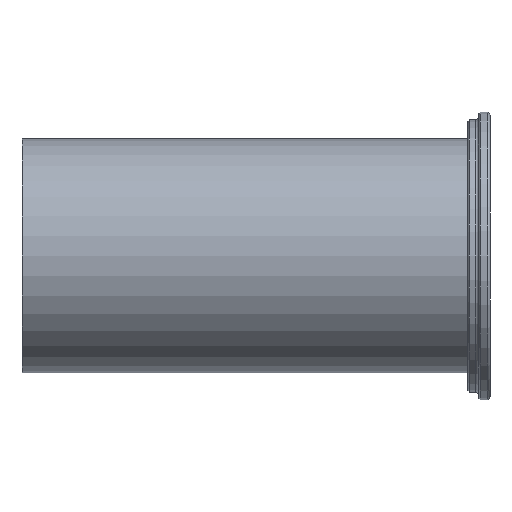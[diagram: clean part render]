
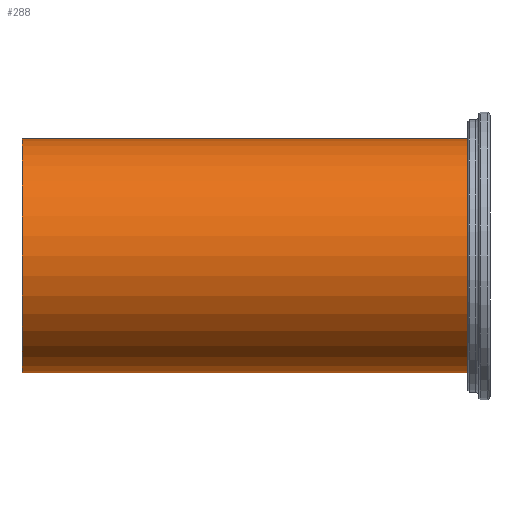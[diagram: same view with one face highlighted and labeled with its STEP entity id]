
A CAD part, front view. The second image highlights one B-rep face of the part: STEP entity #288.
In plain terms, the highlighted cylindrical face has radius 15.875 mm (diameter 31.75 mm), a full revolution.
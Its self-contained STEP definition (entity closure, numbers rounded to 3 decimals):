
#106=FACE_OUTER_BOUND('',#124,.T.);
#124=EDGE_LOOP('',(#266,#267,#268,#269));
#132=LINE('',#534,#140);
#140=VECTOR('',#441,15.875);
#157=CIRCLE('',#337,15.875);
#161=CIRCLE('',#345,15.875);
#180=VERTEX_POINT('',#521);
#182=VERTEX_POINT('',#531);
#206=EDGE_CURVE('',#180,#180,#157,.T.);
#210=EDGE_CURVE('',#182,#182,#161,.T.);
#211=EDGE_CURVE('',#180,#182,#132,.T.);
#266=ORIENTED_EDGE('',*,*,#206,.F.);
#267=ORIENTED_EDGE('',*,*,#211,.T.);
#268=ORIENTED_EDGE('',*,*,#210,.T.);
#269=ORIENTED_EDGE('',*,*,#211,.F.);
#274=CYLINDRICAL_SURFACE('',#346,15.875);
#288=ADVANCED_FACE('',(#106),#274,.T.);
#337=AXIS2_PLACEMENT_3D('',#522,#421,#422);
#345=AXIS2_PLACEMENT_3D('',#532,#437,#438);
#346=AXIS2_PLACEMENT_3D('',#533,#439,#440);
#421=DIRECTION('center_axis',(1.,0.,0.));
#422=DIRECTION('ref_axis',(0.,0.,-1.));
#437=DIRECTION('center_axis',(1.,0.,0.));
#438=DIRECTION('ref_axis',(0.,0.,-1.));
#439=DIRECTION('center_axis',(1.,0.,0.));
#440=DIRECTION('ref_axis',(0.,1.,0.));
#441=DIRECTION('',(-1.,0.,0.));
#521=CARTESIAN_POINT('',(-3.,-15.875,0.));
#522=CARTESIAN_POINT('Origin',(-3.,0.,0.));
#531=CARTESIAN_POINT('',(-63.5,-15.875,0.));
#532=CARTESIAN_POINT('Origin',(-63.5,0.,0.));
#533=CARTESIAN_POINT('Origin',(-33.25,0.,0.));
#534=CARTESIAN_POINT('',(-33.25,-15.875,0.));
